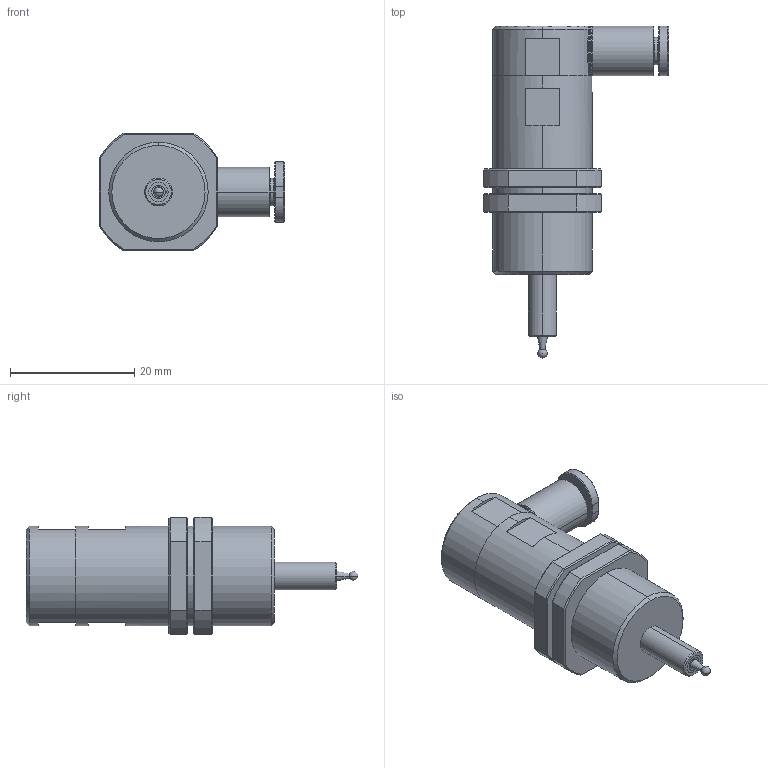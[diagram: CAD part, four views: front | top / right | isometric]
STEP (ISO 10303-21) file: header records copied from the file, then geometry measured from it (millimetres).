
FILE_DESCRIPTION (( 'STEP AP214' ), '1' );
FILE_NAME ('29483~2_defeature.STEP', '2018-08-17T14:58:06', ( '' ), ( '' ), 'SwSTEP 2.0', 'SolidWorks 2018', '' );
FILE_SCHEMA (( 'AUTOMOTIVE_DESIGN' ));
Length unit declared in the file: millimetre
Products named in the file (1): 29483~2_defeature
Bounding box: 29.8 x 53.45 x 19 mm (x, y, z)
Volume: 9637 mm3; surface area: 3827.3 mm2
Topology: 3 solids, 3 shells, 295 faces, 725 edges, 462 vertices
Faces by surface type: plane 135, bspline 82, cone 43, cylinder 33, sphere 2
Entity records: 13637 total; most frequent: CARTESIAN_POINT 6643, ORIENTED_EDGE 1440, DIRECTION 1080, EDGE_CURVE 720, VERTEX_POINT 459, LINE 392, VECTOR 392, AXIS2_PLACEMENT_3D 344
